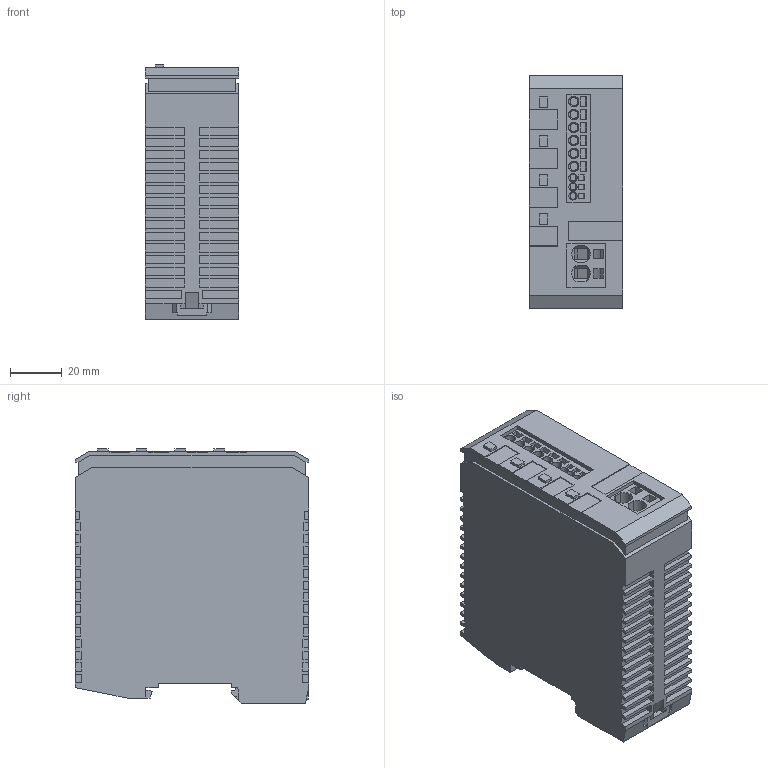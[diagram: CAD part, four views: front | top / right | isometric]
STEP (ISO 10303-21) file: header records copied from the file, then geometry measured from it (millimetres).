
FILE_DESCRIPTION(('Creo Elements/Direct Modeling STEP Export'),'2;1');
FILE_NAME('model.stp','2019-04-16T10:44:59',(''),(''),'Creo Elements/Direct Modeling STEP processor for AP214 (Solid Model)','Creo Elements/Direct Modeling 20.1A 29-Sep-2018 (C) Parametric Technology GmbH','');
FILE_SCHEMA(('AUTOMOTIVE_DESIGN { 1 0 10303 214 1 1 1 1 }'));
Length unit declared in the file: millimetre
Products named in the file (2): CBMC_E4_24DC...IOL-select
Assembly tree (1 placements, depth 2):
  CBMC_E4_24DC...IOL-select
    CBMC_E4_24DC...IOL-select
Bounding box: 36 x 90 x 98.1 mm (x, y, z)
Volume: 290577.5 mm3; surface area: 36407.3 mm2
Topology: 1 solids, 1 shells, 551 faces, 1523 edges, 1004 vertices
Faces by surface type: plane 499, cylinder 24, cone 18, torus 6, extrusion 4
Entity records: 20801 total; most frequent: ORIENTED_EDGE 3046, CARTESIAN_POINT 3002, DIRECTION 2410, EDGE_CURVE 1523, VECTOR 1234, LINE 1230, VERTEX_POINT 1004, AXIS2_PLACEMENT_3D 588
